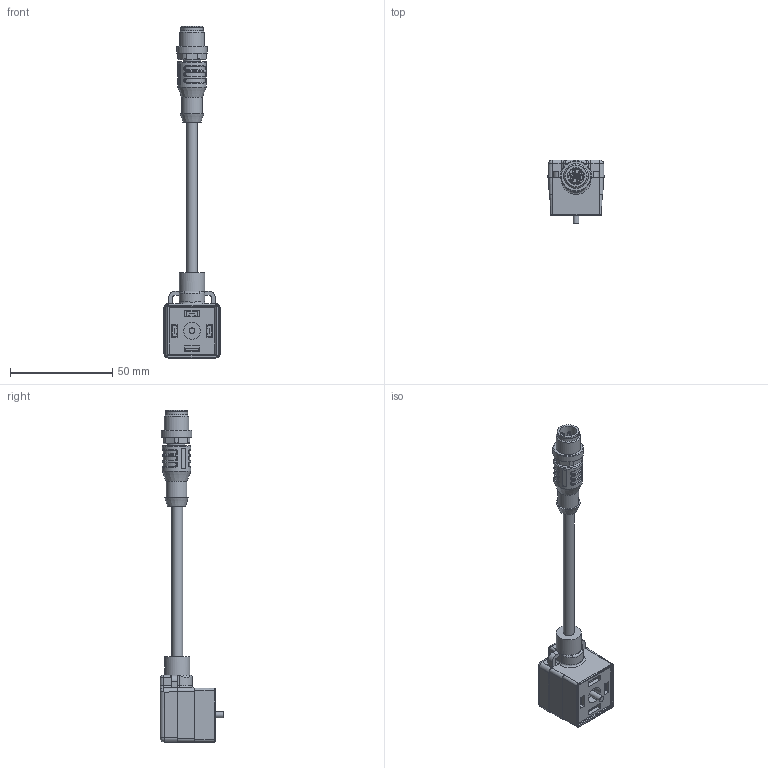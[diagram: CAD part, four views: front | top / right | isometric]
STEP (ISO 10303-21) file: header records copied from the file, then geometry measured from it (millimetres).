
FILE_DESCRIPTION(/* description */ (''),/* implementation_level */ '2;1');
FILE_NAME(/* name */ 'VA41_24.2_AL_WAS5.stp',/* time_stamp */ '2017-01-11T06:50:03+01:00',/* author */ (''),/* organization */ (''),/* preprocessor_version */ 'ST-DEVELOPER v16',/* originating_system */ 'SIEMENS PLM Software NX 10.0',/* authorisation */ '');
FILE_SCHEMA (('AUTOMOTIVE_DESIGN { 1 0 10303 214 3 1 1 1 }'));
Length unit declared in the file: millimetre
Products named in the file (1): VA41_24.2_AL_WAS5
Bounding box: 27.4 x 31.2 x 162.19 mm (x, y, z)
Volume: 26667.1 mm3; surface area: 9361.1 mm2
Topology: 1 solids, 2 shells, 524 faces, 1315 edges, 817 vertices
Faces by surface type: plane 243, cylinder 136, bspline 53, torus 37, extrusion 32, cone 14, sphere 9
Full cylindrical faces by diameter (mm): 1 x5, 2 x1, 2.9 x1, 5.2 x1, 5.94 x1, 6 x1, 8.2 x1, 8.3 x1, 8.7 x1, 10.2 x1, 10.5 x1, 10.8 x1, 12 x1, 12.4 x1, 14 x1, 15 x1
Entity records: 16898 total; most frequent: CARTESIAN_POINT 4921, ORIENTED_EDGE 2492, DIRECTION 2385, EDGE_CURVE 1246, AXIS2_PLACEMENT_3D 832, VERTEX_POINT 798, VECTOR 721, LINE 689
